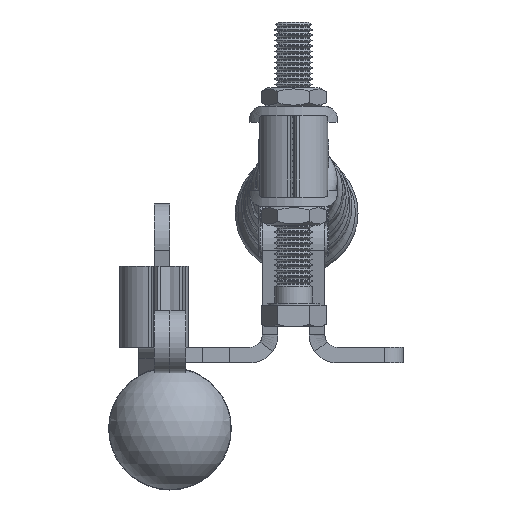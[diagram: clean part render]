
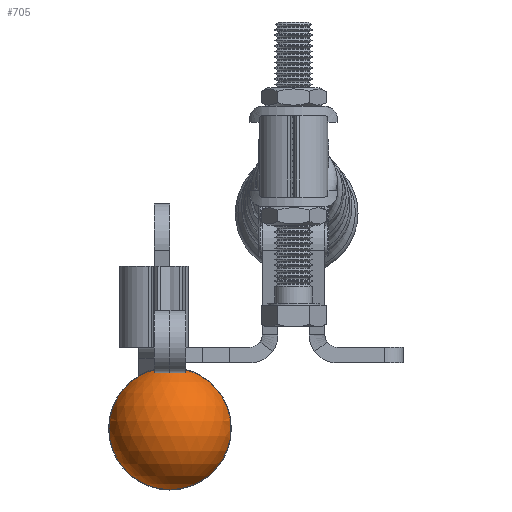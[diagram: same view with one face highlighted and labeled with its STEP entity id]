
A CAD part, left-side view. The second image highlights one B-rep face of the part: STEP entity #705.
In plain terms, the highlighted spherical face has radius 20 mm.
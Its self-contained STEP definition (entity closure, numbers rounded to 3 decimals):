
#705 = ADVANCED_FACE( '', ( #1911 ), #1912, .T. );
#1911 = FACE_OUTER_BOUND( '', #3979, .T. );
#1912 = SPHERICAL_SURFACE( '', #3980, 20. );
#3979 = EDGE_LOOP( '', ( #6179 ) );
#3980 = AXIS2_PLACEMENT_3D( '', #6180, #6181, #6182 );
#6179 = ORIENTED_EDGE( '', *, *, #10064, .F. );
#6180 = CARTESIAN_POINT( '', ( -139.096, 0., 0. ) );
#6181 = DIRECTION( '', ( 0., 0., -1. ) );
#6182 = DIRECTION( '', ( -0.22, -0.976, 0. ) );
#10064 = EDGE_CURVE( '', #11542, #11542, #11543, .T. );
#11542 = VERTEX_POINT( '', #13738 );
#11543 = CIRCLE( '', #13739, 19.512 );
#13738 = CARTESIAN_POINT( '', ( -143.488, 19.512, 0. ) );
#13739 = AXIS2_PLACEMENT_3D( '', #16845, #16846, #16847 );
#16845 = CARTESIAN_POINT( '', ( -143.488, 0., 0. ) );
#16846 = DIRECTION( '', ( 1., 0., 0. ) );
#16847 = DIRECTION( '', ( 0., 1., 0. ) );
